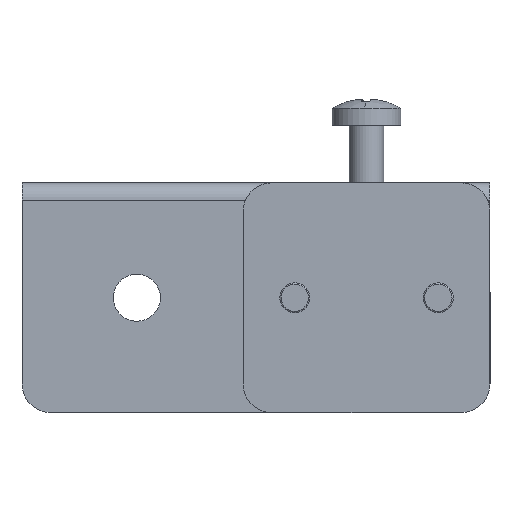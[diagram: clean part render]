
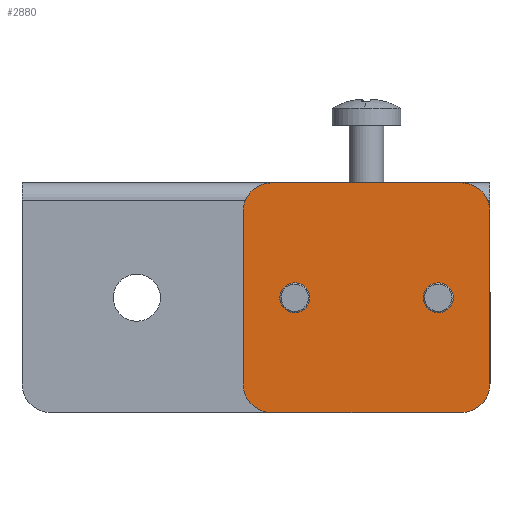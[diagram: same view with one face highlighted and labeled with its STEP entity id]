
A CAD part, left-side view. The second image highlights one B-rep face of the part: STEP entity #2880.
In plain terms, the highlighted face is planar.
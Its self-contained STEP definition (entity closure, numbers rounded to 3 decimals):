
#27 = VERTEX_POINT ( 'NONE', #3258 ) ;
#36 = CARTESIAN_POINT ( 'NONE',  ( 34., 0., -20. ) ) ;
#172 = EDGE_CURVE ( 'NONE', #1906, #4281, #1471, .T. ) ;
#177 = VECTOR ( 'NONE', #4537, 1000. ) ;
#212 = CARTESIAN_POINT ( 'NONE',  ( 0., 0., 0. ) ) ;
#296 = CARTESIAN_POINT ( 'NONE',  ( 0., 0., -40. ) ) ;
#310 = AXIS2_PLACEMENT_3D ( 'NONE', #3302, #1886, #1841 ) ;
#369 = DIRECTION ( 'NONE',  ( 0., 0., 1. ) ) ;
#378 = DIRECTION ( 'NONE',  ( 0., 0., -1. ) ) ;
#503 = CIRCLE ( 'NONE', #3050, 5. ) ;
#527 = DIRECTION ( 'NONE',  ( 0., 0., -1. ) ) ;
#544 = DIRECTION ( 'NONE',  ( 0., 0., -1. ) ) ;
#632 = EDGE_CURVE ( 'NONE', #3707, #4116, #4595, .T. ) ;
#660 = ORIENTED_EDGE ( 'NONE', *, *, #3961, .T. ) ;
#668 = VERTEX_POINT ( 'NONE', #3363 ) ;
#696 = CARTESIAN_POINT ( 'NONE',  ( 34., 0., -20. ) ) ;
#757 = ORIENTED_EDGE ( 'NONE', *, *, #3770, .T. ) ;
#883 = EDGE_CURVE ( 'NONE', #1644, #4116, #4249, .T. ) ;
#925 = EDGE_CURVE ( 'NONE', #2030, #2652, #503, .T. ) ;
#936 = VERTEX_POINT ( 'NONE', #1314 ) ;
#973 = CARTESIAN_POINT ( 'NONE',  ( 43., 0., -5. ) ) ;
#981 = EDGE_CURVE ( 'NONE', #2030, #27, #2958, .T. ) ;
#1031 = CARTESIAN_POINT ( 'NONE',  ( 0., 0., -35. ) ) ;
#1034 = VECTOR ( 'NONE', #544, 1000. ) ;
#1051 = CARTESIAN_POINT ( 'NONE',  ( 9., 0., -20. ) ) ;
#1084 = DIRECTION ( 'NONE',  ( 0., 1., 0. ) ) ;
#1178 = CARTESIAN_POINT ( 'NONE',  ( 0., 0., -5. ) ) ;
#1192 = ORIENTED_EDGE ( 'NONE', *, *, #4191, .F. ) ;
#1295 = CARTESIAN_POINT ( 'NONE',  ( 0., 0., 0. ) ) ;
#1314 = CARTESIAN_POINT ( 'NONE',  ( 38., 0., -40. ) ) ;
#1342 = DIRECTION ( 'NONE',  ( -1., 0., 0. ) ) ;
#1344 = ORIENTED_EDGE ( 'NONE', *, *, #981, .F. ) ;
#1373 = VERTEX_POINT ( 'NONE', #3731 ) ;
#1383 = DIRECTION ( 'NONE',  ( 0., 0., -1. ) ) ;
#1387 = VECTOR ( 'NONE', #3790, 1000. ) ;
#1433 = AXIS2_PLACEMENT_3D ( 'NONE', #2303, #1635, #2286 ) ;
#1471 = CIRCLE ( 'NONE', #310, 2.6 ) ;
#1575 = ORIENTED_EDGE ( 'NONE', *, *, #632, .T. ) ;
#1635 = DIRECTION ( 'NONE',  ( 0., -1., 0. ) ) ;
#1644 = VERTEX_POINT ( 'NONE', #1031 ) ;
#1669 = DIRECTION ( 'NONE',  ( 0., -1., 0. ) ) ;
#1716 = EDGE_LOOP ( 'NONE', ( #4510, #2256, #1344, #1968, #1192, #1575, #3241, #3139 ) ) ;
#1719 = DIRECTION ( 'NONE',  ( 0., -1., 0. ) ) ;
#1826 = DIRECTION ( 'NONE',  ( 0., 1., 0. ) ) ;
#1841 = DIRECTION ( 'NONE',  ( 0., 0., 1. ) ) ;
#1884 = DIRECTION ( 'NONE',  ( 0., -1., 0. ) ) ;
#1886 = DIRECTION ( 'NONE',  ( 0., 1., 0. ) ) ;
#1906 = VERTEX_POINT ( 'NONE', #2959 ) ;
#1968 = ORIENTED_EDGE ( 'NONE', *, *, #925, .T. ) ;
#1994 = PLANE ( 'NONE',  #1433 ) ;
#2030 = VERTEX_POINT ( 'NONE', #973 ) ;
#2058 = FACE_OUTER_BOUND ( 'NONE', #1716, .T. ) ;
#2124 = DIRECTION ( 'NONE',  ( 0., -1., 0. ) ) ;
#2193 = DIRECTION ( 'NONE',  ( 0., 1., 0. ) ) ;
#2253 = EDGE_CURVE ( 'NONE', #936, #27, #3151, .T. ) ;
#2256 = ORIENTED_EDGE ( 'NONE', *, *, #2253, .T. ) ;
#2277 = CIRCLE ( 'NONE', #3528, 5. ) ;
#2286 = DIRECTION ( 'NONE',  ( 0., 0., -1. ) ) ;
#2303 = CARTESIAN_POINT ( 'NONE',  ( 0., 0., 0. ) ) ;
#2314 = LINE ( 'NONE', #296, #4279 ) ;
#2347 = LINE ( 'NONE', #212, #1387 ) ;
#2436 = ORIENTED_EDGE ( 'NONE', *, *, #4580, .T. ) ;
#2448 = CARTESIAN_POINT ( 'NONE',  ( 9., 0., -17.4 ) ) ;
#2547 = DIRECTION ( 'NONE',  ( 0., 0., 1. ) ) ;
#2551 = ORIENTED_EDGE ( 'NONE', *, *, #172, .T. ) ;
#2577 = CARTESIAN_POINT ( 'NONE',  ( 38., 0., 0. ) ) ;
#2652 = VERTEX_POINT ( 'NONE', #2577 ) ;
#2688 = AXIS2_PLACEMENT_3D ( 'NONE', #1051, #1826, #369 ) ;
#2720 = CARTESIAN_POINT ( 'NONE',  ( 38., 0., -5. ) ) ;
#2811 = CARTESIAN_POINT ( 'NONE',  ( 5., 0., -35. ) ) ;
#2880 = ADVANCED_FACE ( 'NONE', ( #3095, #3553, #2058 ), #1994, .T. ) ;
#2926 = CIRCLE ( 'NONE', #2688, 2.6 ) ;
#2958 = LINE ( 'NONE', #3822, #1034 ) ;
#2959 = CARTESIAN_POINT ( 'NONE',  ( 9., 0., -22.6 ) ) ;
#2960 = CARTESIAN_POINT ( 'NONE',  ( 5., 0., -5. ) ) ;
#3050 = AXIS2_PLACEMENT_3D ( 'NONE', #2720, #1669, #527 ) ;
#3095 = FACE_BOUND ( 'NONE', #4507, .T. ) ;
#3117 = EDGE_CURVE ( 'NONE', #1644, #1373, #2277, .T. ) ;
#3139 = ORIENTED_EDGE ( 'NONE', *, *, #3117, .T. ) ;
#3151 = CIRCLE ( 'NONE', #3555, 5. ) ;
#3199 = CARTESIAN_POINT ( 'NONE',  ( 38., 0., -35. ) ) ;
#3241 = ORIENTED_EDGE ( 'NONE', *, *, #883, .F. ) ;
#3258 = CARTESIAN_POINT ( 'NONE',  ( 43., 0., -35. ) ) ;
#3302 = CARTESIAN_POINT ( 'NONE',  ( 9., 0., -20. ) ) ;
#3363 = CARTESIAN_POINT ( 'NONE',  ( 34., 0., -17.4 ) ) ;
#3441 = AXIS2_PLACEMENT_3D ( 'NONE', #696, #1084, #3947 ) ;
#3508 = CARTESIAN_POINT ( 'NONE',  ( 5., 0., 0. ) ) ;
#3528 = AXIS2_PLACEMENT_3D ( 'NONE', #2811, #2124, #1383 ) ;
#3553 = FACE_BOUND ( 'NONE', #4394, .T. ) ;
#3555 = AXIS2_PLACEMENT_3D ( 'NONE', #3199, #1719, #4287 ) ;
#3707 = VERTEX_POINT ( 'NONE', #3508 ) ;
#3731 = CARTESIAN_POINT ( 'NONE',  ( 5., 0., -40. ) ) ;
#3744 = VERTEX_POINT ( 'NONE', #3861 ) ;
#3770 = EDGE_CURVE ( 'NONE', #3744, #668, #4202, .T. ) ;
#3790 = DIRECTION ( 'NONE',  ( 1., 0., 0. ) ) ;
#3822 = CARTESIAN_POINT ( 'NONE',  ( 43., 0., 0. ) ) ;
#3829 = CIRCLE ( 'NONE', #4163, 2.6 ) ;
#3861 = CARTESIAN_POINT ( 'NONE',  ( 34., 0., -22.6 ) ) ;
#3947 = DIRECTION ( 'NONE',  ( 0., 0., 1. ) ) ;
#3961 = EDGE_CURVE ( 'NONE', #668, #3744, #3829, .T. ) ;
#4087 = AXIS2_PLACEMENT_3D ( 'NONE', #2960, #1884, #378 ) ;
#4116 = VERTEX_POINT ( 'NONE', #1178 ) ;
#4163 = AXIS2_PLACEMENT_3D ( 'NONE', #36, #2193, #2547 ) ;
#4191 = EDGE_CURVE ( 'NONE', #3707, #2652, #2347, .T. ) ;
#4202 = CIRCLE ( 'NONE', #3441, 2.6 ) ;
#4249 = LINE ( 'NONE', #1295, #177 ) ;
#4279 = VECTOR ( 'NONE', #1342, 1000. ) ;
#4281 = VERTEX_POINT ( 'NONE', #2448 ) ;
#4287 = DIRECTION ( 'NONE',  ( 0., 0., -1. ) ) ;
#4297 = EDGE_CURVE ( 'NONE', #936, #1373, #2314, .T. ) ;
#4394 = EDGE_LOOP ( 'NONE', ( #2551, #2436 ) ) ;
#4507 = EDGE_LOOP ( 'NONE', ( #757, #660 ) ) ;
#4510 = ORIENTED_EDGE ( 'NONE', *, *, #4297, .F. ) ;
#4537 = DIRECTION ( 'NONE',  ( 0., 0., 1. ) ) ;
#4580 = EDGE_CURVE ( 'NONE', #4281, #1906, #2926, .T. ) ;
#4595 = CIRCLE ( 'NONE', #4087, 5. ) ;
